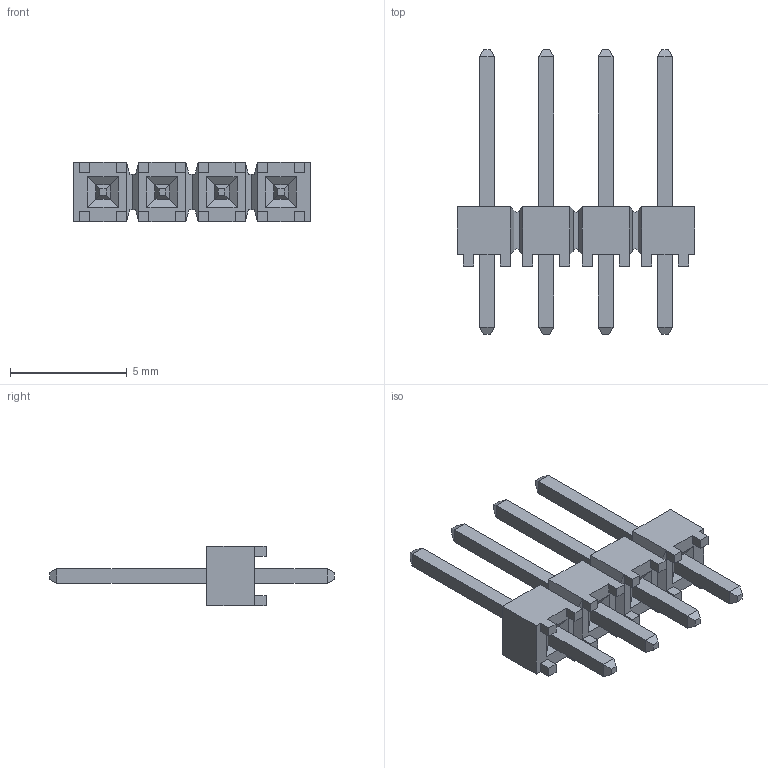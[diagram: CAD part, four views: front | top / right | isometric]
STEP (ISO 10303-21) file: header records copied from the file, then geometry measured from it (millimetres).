
FILE_DESCRIPTION (( 'STEP AP214' ), '1' );
FILE_NAME ('Samtec-TSW-104-24-T-S.step', '2013-12-27T17:36:07', ( 'Windows User' ), ( '' ), 'SwSTEP 2.0', 'SolidWorks 2014', '' );
FILE_SCHEMA (( 'AUTOMOTIVE_DESIGN' ));
Length unit declared in the file: inch
Products named in the file (1): Samtec-TSW-104-24-T-S
Bounding box: 10.16 x 12.19 x 2.54 mm (x, y, z)
Volume: 65.6 mm3; surface area: 232.3 mm2
Topology: 1 solids, 1 shells, 216 faces, 518 edges, 312 vertices
Faces by surface type: plane 216
Entity records: 7914 total; most frequent: CARTESIAN_POINT 1047, ORIENTED_EDGE 1036, DIRECTION 952, VECTOR 518, LINE 518, EDGE_CURVE 518, VERTEX_POINT 312, EDGE_LOOP 224
